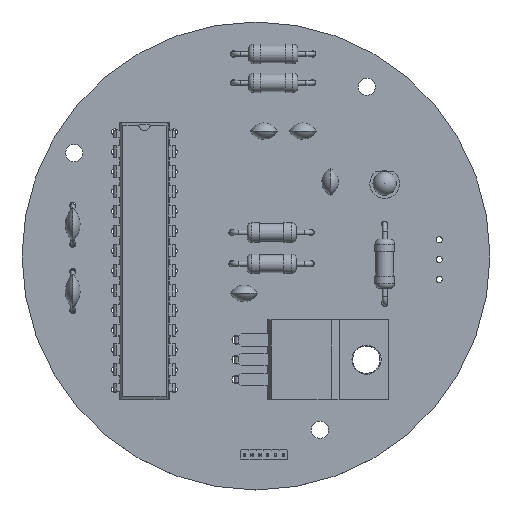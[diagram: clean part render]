
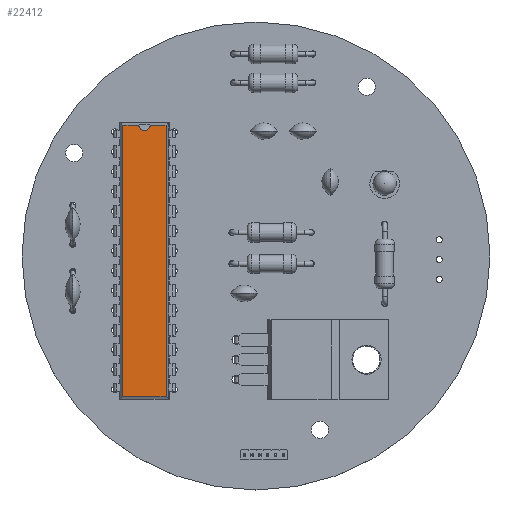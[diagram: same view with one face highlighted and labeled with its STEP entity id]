
A CAD part, top view. The second image highlights one B-rep face of the part: STEP entity #22412.
In plain terms, the highlighted planar face has unit normal (0, 0, 1).
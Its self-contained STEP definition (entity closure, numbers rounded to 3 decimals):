
#16430 = VERTEX_POINT('',#16431);
#16431 = CARTESIAN_POINT('',(6.586,0.871,3.68));
#16436 = EDGE_CURVE('',#16437,#16430,#16439,.T.);
#16437 = VERTEX_POINT('',#16438);
#16438 = CARTESIAN_POINT('',(6.586,-33.891,3.68));
#16439 = LINE('',#16440,#16441);
#16440 = CARTESIAN_POINT('',(6.586,-33.891,3.68));
#16441 = VECTOR('',#16442,1.);
#16442 = DIRECTION('',(0.,1.,0.));
#19196 = VERTEX_POINT('',#19197);
#19197 = CARTESIAN_POINT('',(1.034,0.871,3.68));
#19202 = EDGE_CURVE('',#19203,#19196,#19205,.T.);
#19203 = VERTEX_POINT('',#19204);
#19204 = CARTESIAN_POINT('',(3.064,0.871,3.68));
#19205 = LINE('',#19206,#19207);
#19206 = CARTESIAN_POINT('',(6.586,0.871,3.68));
#19207 = VECTOR('',#19208,1.);
#19208 = DIRECTION('',(-1.,0.,0.));
#19423 = VERTEX_POINT('',#19424);
#19424 = CARTESIAN_POINT('',(4.556,0.871,3.68));
#19528 = EDGE_CURVE('',#16430,#19423,#19529,.T.);
#19529 = LINE('',#19530,#19531);
#19530 = CARTESIAN_POINT('',(6.586,0.871,3.68));
#19531 = VECTOR('',#19532,1.);
#19532 = DIRECTION('',(-1.,0.,0.));
#19642 = VERTEX_POINT('',#19643);
#19643 = CARTESIAN_POINT('',(1.034,-33.891,3.68));
#19648 = EDGE_CURVE('',#19196,#19642,#19649,.T.);
#19649 = LINE('',#19650,#19651);
#19650 = CARTESIAN_POINT('',(1.034,0.871,3.68));
#19651 = VECTOR('',#19652,1.);
#19652 = DIRECTION('',(0.,-1.,0.));
#22401 = EDGE_CURVE('',#19642,#16437,#22402,.T.);
#22402 = LINE('',#22403,#22404);
#22403 = CARTESIAN_POINT('',(1.034,-33.891,3.68));
#22404 = VECTOR('',#22405,1.);
#22405 = DIRECTION('',(1.,0.,0.));
#22412 = ADVANCED_FACE('',(#22413),#22436,.F.);
#22413 = FACE_BOUND('',#22414,.F.);
#22414 = EDGE_LOOP('',(#22415,#22416,#22417,#22418,#22419,#22428,#22435)
  );
#22415 = ORIENTED_EDGE('',*,*,#16436,.F.);
#22416 = ORIENTED_EDGE('',*,*,#22401,.F.);
#22417 = ORIENTED_EDGE('',*,*,#19648,.F.);
#22418 = ORIENTED_EDGE('',*,*,#19202,.F.);
#22419 = ORIENTED_EDGE('',*,*,#22420,.F.);
#22420 = EDGE_CURVE('',#22421,#19203,#22423,.T.);
#22421 = VERTEX_POINT('',#22422);
#22422 = CARTESIAN_POINT('',(3.81,0.196,3.68));
#22423 = CIRCLE('',#22424,0.75);
#22424 = AXIS2_PLACEMENT_3D('',#22425,#22426,#22427);
#22425 = CARTESIAN_POINT('',(3.81,0.946,3.68));
#22426 = DIRECTION('',(0.,-0.,-1.));
#22427 = DIRECTION('',(0.,-1.,0.));
#22428 = ORIENTED_EDGE('',*,*,#22429,.F.);
#22429 = EDGE_CURVE('',#19423,#22421,#22430,.T.);
#22430 = CIRCLE('',#22431,0.75);
#22431 = AXIS2_PLACEMENT_3D('',#22432,#22433,#22434);
#22432 = CARTESIAN_POINT('',(3.81,0.946,3.68));
#22433 = DIRECTION('',(0.,-0.,-1.));
#22434 = DIRECTION('',(0.,-1.,0.));
#22435 = ORIENTED_EDGE('',*,*,#19528,.F.);
#22436 = PLANE('',#22437);
#22437 = AXIS2_PLACEMENT_3D('',#22438,#22439,#22440);
#22438 = CARTESIAN_POINT('',(6.586,-33.891,3.68));
#22439 = DIRECTION('',(-0.,0.,-1.));
#22440 = DIRECTION('',(-0.158,0.987,0.));
